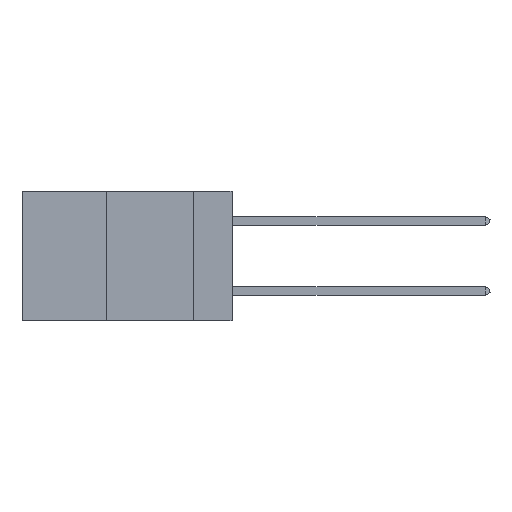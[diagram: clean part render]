
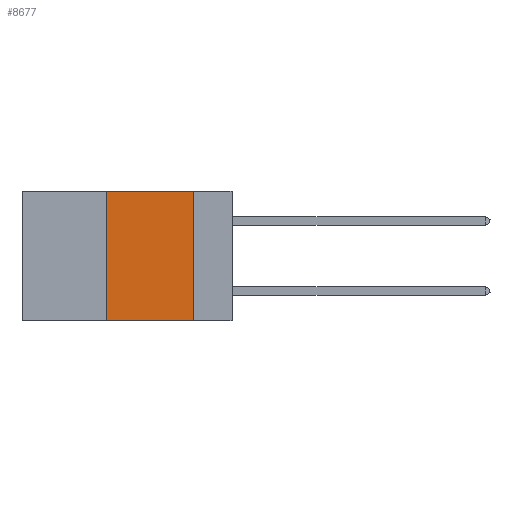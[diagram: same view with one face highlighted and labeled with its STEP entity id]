
A CAD part, left-side view. The second image highlights one B-rep face of the part: STEP entity #8677.
In plain terms, the highlighted planar face has unit normal (-1, 0, 0).
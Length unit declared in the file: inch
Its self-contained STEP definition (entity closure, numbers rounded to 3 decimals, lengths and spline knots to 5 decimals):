
#258 = CARTESIAN_POINT ( 'NONE',  ( 0., 0.11, -0.37 ) ) ;
#281 = VERTEX_POINT ( 'NONE', #12756 ) ;
#466 = ORIENTED_EDGE ( 'NONE', *, *, #14161, .F. ) ;
#789 = VERTEX_POINT ( 'NONE', #838 ) ;
#838 = CARTESIAN_POINT ( 'NONE',  ( 0., 0.36, -0.37 ) ) ;
#952 = LINE ( 'NONE', #10443, #13343 ) ;
#1248 = EDGE_CURVE ( 'NONE', #789, #281, #13812, .T. ) ;
#1519 = DIRECTION ( 'NONE',  ( 1., 0., 0. ) ) ;
#2407 = LINE ( 'NONE', #10682, #14326 ) ;
#2730 = VECTOR ( 'NONE', #7505, 39.37008 ) ;
#4099 = VERTEX_POINT ( 'NONE', #258 ) ;
#4391 = EDGE_CURVE ( 'NONE', #281, #5840, #9109, .T. ) ;
#4782 = DIRECTION ( 'NONE',  ( 0., -1., 0. ) ) ;
#5840 = VERTEX_POINT ( 'NONE', #7879 ) ;
#7019 = ORIENTED_EDGE ( 'NONE', *, *, #1248, .F. ) ;
#7147 = VECTOR ( 'NONE', #11263, 39.37008 ) ;
#7505 = DIRECTION ( 'NONE',  ( 0., -1., 0. ) ) ;
#7879 = CARTESIAN_POINT ( 'NONE',  ( 0., 0.11, 0. ) ) ;
#8079 = FACE_OUTER_BOUND ( 'NONE', #13215, .T. ) ;
#8092 = DIRECTION ( 'NONE',  ( 0., 0., -1. ) ) ;
#8677 = ADVANCED_FACE ( 'NONE', ( #8079 ), #14642, .F. ) ;
#8757 = CARTESIAN_POINT ( 'NONE',  ( 0., 0.6, 0. ) ) ;
#9109 = LINE ( 'NONE', #11147, #2730 ) ;
#9960 = DIRECTION ( 'NONE',  ( 0., 0., -1. ) ) ;
#9999 = AXIS2_PLACEMENT_3D ( 'NONE', #8757, #1519, #9960 ) ;
#10443 = CARTESIAN_POINT ( 'NONE',  ( 0., 0.11, 0. ) ) ;
#10589 = EDGE_CURVE ( 'NONE', #789, #4099, #2407, .T. ) ;
#10682 = CARTESIAN_POINT ( 'NONE',  ( 0., 0.6, -0.37 ) ) ;
#11147 = CARTESIAN_POINT ( 'NONE',  ( 0., 0.6, 0. ) ) ;
#11214 = CARTESIAN_POINT ( 'NONE',  ( 0., 0.36, 0. ) ) ;
#11263 = DIRECTION ( 'NONE',  ( 0., 0., 1. ) ) ;
#12756 = CARTESIAN_POINT ( 'NONE',  ( 0., 0.36, 0. ) ) ;
#13215 = EDGE_LOOP ( 'NONE', ( #466, #13279, #7019, #14053 ) ) ;
#13279 = ORIENTED_EDGE ( 'NONE', *, *, #4391, .F. ) ;
#13343 = VECTOR ( 'NONE', #8092, 39.37008 ) ;
#13812 = LINE ( 'NONE', #11214, #7147 ) ;
#14053 = ORIENTED_EDGE ( 'NONE', *, *, #10589, .T. ) ;
#14161 = EDGE_CURVE ( 'NONE', #5840, #4099, #952, .T. ) ;
#14326 = VECTOR ( 'NONE', #4782, 39.37008 ) ;
#14642 = PLANE ( 'NONE',  #9999 ) ;
